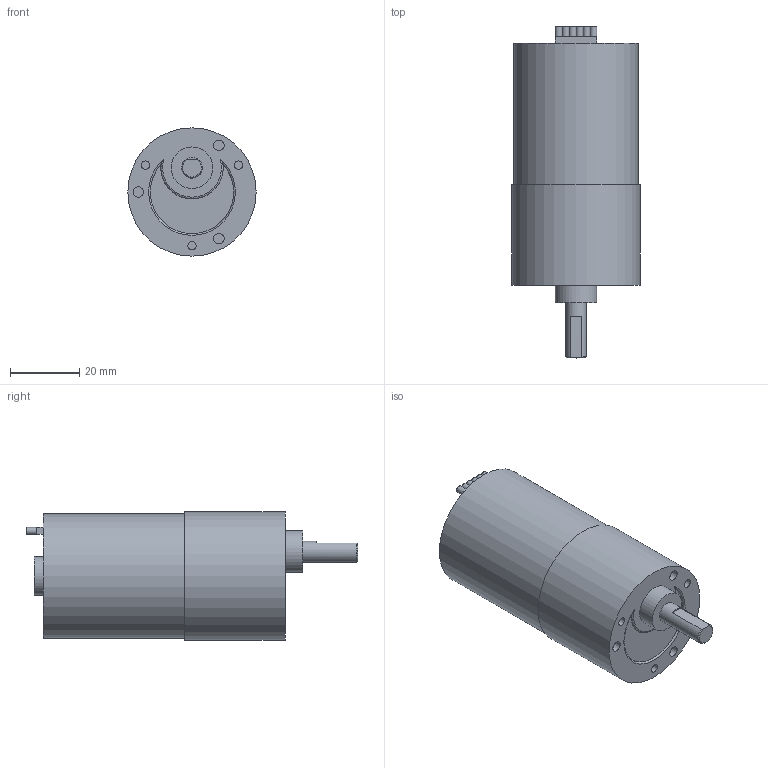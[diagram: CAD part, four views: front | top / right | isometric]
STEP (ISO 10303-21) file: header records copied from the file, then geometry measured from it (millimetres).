
FILE_DESCRIPTION((''),'2;1');
FILE_NAME('KGC-3640 SERIES.stp','2015-02-26T12:08:22',('AHN'),(''),'Autodesk Inventor 2012','Autodesk Inventor 2012','');
FILE_SCHEMA(('CONFIG_CONTROL_DESIGN'));
Length unit declared in the file: millimetre
Products named in the file (1): KGC-3640
Bounding box: 37 x 95.7 x 37 mm (x, y, z)
Volume: 73734.8 mm3; surface area: 11047.4 mm2
Topology: 1 solids, 1 shells, 57 faces, 106 edges, 58 vertices
Faces by surface type: plane 33, cylinder 21, torus 2, cone 1
Full cylindrical faces by diameter (mm): 2 x2, 2.4 x3, 3 x3, 6 x1, 11 x1, 12 x1, 36 x1, 37 x1
Entity records: 1384 total; most frequent: DIRECTION 262, CARTESIAN_POINT 239, ORIENTED_EDGE 188, AXIS2_PLACEMENT_3D 114, EDGE_CURVE 94, EDGE_LOOP 80, VERTEX_POINT 57, FACE_OUTER_BOUND 57
